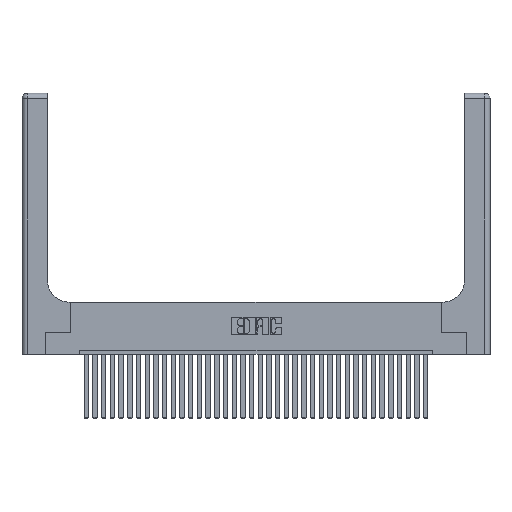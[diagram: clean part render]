
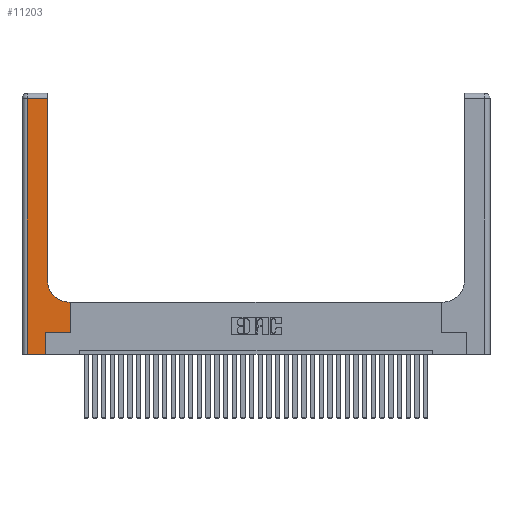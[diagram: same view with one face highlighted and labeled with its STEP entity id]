
A CAD part, top view. The second image highlights one B-rep face of the part: STEP entity #11203.
In plain terms, the highlighted planar face has unit normal (0, 0, 1).
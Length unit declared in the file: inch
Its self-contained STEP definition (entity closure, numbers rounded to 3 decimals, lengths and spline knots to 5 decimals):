
#234 = CARTESIAN_POINT ( 'NONE',  ( 0., 0., 0.37 ) ) ;
#309 = ORIENTED_EDGE ( 'NONE', *, *, #15264, .T. ) ;
#461 = VERTEX_POINT ( 'NONE', #26791 ) ;
#488 = VERTEX_POINT ( 'NONE', #35027 ) ;
#958 = EDGE_CURVE ( 'NONE', #34765, #10770, #24096, .T. ) ;
#1317 = VECTOR ( 'NONE', #23337, 39.37008 ) ;
#1504 = DIRECTION ( 'NONE',  ( 0., 1., 0. ) ) ;
#2103 = DIRECTION ( 'NONE',  ( 1., 0., 0. ) ) ;
#2221 = DIRECTION ( 'NONE',  ( 0., 0., -1. ) ) ;
#2404 = AXIS2_PLACEMENT_3D ( 'NONE', #9432, #20427, #14956 ) ;
#2670 = VECTOR ( 'NONE', #26398, 39.37008 ) ;
#3128 = DIRECTION ( 'NONE',  ( 0., -1., 0. ) ) ;
#3901 = ORIENTED_EDGE ( 'NONE', *, *, #16524, .T. ) ;
#4602 = VERTEX_POINT ( 'NONE', #20050 ) ;
#6559 = VECTOR ( 'NONE', #21669, 39.37008 ) ;
#7514 = DIRECTION ( 'NONE',  ( 0., 1., 0. ) ) ;
#7768 = AXIS2_PLACEMENT_3D ( 'NONE', #23868, #2221, #2103 ) ;
#7921 = VERTEX_POINT ( 'NONE', #9029 ) ;
#9029 = CARTESIAN_POINT ( 'NONE',  ( 0.2915, 0.85, 0.37 ) ) ;
#9432 = CARTESIAN_POINT ( 'NONE',  ( 0., 3., 0.37 ) ) ;
#9686 = VERTEX_POINT ( 'NONE', #25691 ) ;
#10413 = EDGE_CURVE ( 'NONE', #18604, #12314, #15927, .T. ) ;
#10770 = VERTEX_POINT ( 'NONE', #14387 ) ;
#11203 = ADVANCED_FACE ( 'NONE', ( #11563 ), #17577, .F. ) ;
#11563 = FACE_OUTER_BOUND ( 'NONE', #30355, .T. ) ;
#11567 = EDGE_CURVE ( 'NONE', #4602, #18604, #17543, .T. ) ;
#11801 = CIRCLE ( 'NONE', #7768, 0.25 ) ;
#12030 = CARTESIAN_POINT ( 'NONE',  ( 0.269, 0.25, 0.37 ) ) ;
#12117 = VECTOR ( 'NONE', #7514, 39.37008 ) ;
#12314 = VERTEX_POINT ( 'NONE', #32187 ) ;
#12587 = LINE ( 'NONE', #21855, #20262 ) ;
#13906 = LINE ( 'NONE', #15527, #6559 ) ;
#14387 = CARTESIAN_POINT ( 'NONE',  ( 0.5415, 0.6, 0.37 ) ) ;
#14645 = DIRECTION ( 'NONE',  ( 1., 0., 0. ) ) ;
#14867 = EDGE_CURVE ( 'NONE', #10770, #7921, #11801, .T. ) ;
#14956 = DIRECTION ( 'NONE',  ( -1., 0., 0. ) ) ;
#15232 = CARTESIAN_POINT ( 'NONE',  ( 0.2915, 0.6, 0.37 ) ) ;
#15264 = EDGE_CURVE ( 'NONE', #488, #9686, #21152, .T. ) ;
#15527 = CARTESIAN_POINT ( 'NONE',  ( 0.5585, 0.25, 0.37 ) ) ;
#15838 = ORIENTED_EDGE ( 'NONE', *, *, #14867, .T. ) ;
#15927 = LINE ( 'NONE', #12030, #1317 ) ;
#16524 = EDGE_CURVE ( 'NONE', #12314, #34765, #13906, .T. ) ;
#16772 = LINE ( 'NONE', #18181, #12117 ) ;
#17413 = ORIENTED_EDGE ( 'NONE', *, *, #22770, .T. ) ;
#17543 = LINE ( 'NONE', #34222, #18834 ) ;
#17577 = PLANE ( 'NONE',  #2404 ) ;
#17613 = CARTESIAN_POINT ( 'NONE',  ( 0.269, 0.25, 0.37 ) ) ;
#18004 = ORIENTED_EDGE ( 'NONE', *, *, #31132, .T. ) ;
#18181 = CARTESIAN_POINT ( 'NONE',  ( 0.2915, 3., 0.37 ) ) ;
#18485 = ORIENTED_EDGE ( 'NONE', *, *, #958, .T. ) ;
#18604 = VERTEX_POINT ( 'NONE', #17613 ) ;
#18834 = VECTOR ( 'NONE', #1504, 39.37008 ) ;
#20050 = CARTESIAN_POINT ( 'NONE',  ( 0.269, 0., 0.37 ) ) ;
#20262 = VECTOR ( 'NONE', #3128, 39.37008 ) ;
#20427 = DIRECTION ( 'NONE',  ( 0., 0., -1. ) ) ;
#21152 = LINE ( 'NONE', #35284, #24560 ) ;
#21662 = ORIENTED_EDGE ( 'NONE', *, *, #10413, .T. ) ;
#21669 = DIRECTION ( 'NONE',  ( 0., 1., 0. ) ) ;
#21855 = CARTESIAN_POINT ( 'NONE',  ( 0.06, 3., 0.37 ) ) ;
#22770 = EDGE_CURVE ( 'NONE', #461, #4602, #23222, .T. ) ;
#23222 = LINE ( 'NONE', #234, #28354 ) ;
#23337 = DIRECTION ( 'NONE',  ( 1., 0., 0. ) ) ;
#23598 = ORIENTED_EDGE ( 'NONE', *, *, #25713, .T. ) ;
#23855 = CARTESIAN_POINT ( 'NONE',  ( 0.5585, 0.6, 0.37 ) ) ;
#23868 = CARTESIAN_POINT ( 'NONE',  ( 0.5415, 0.85, 0.37 ) ) ;
#24096 = LINE ( 'NONE', #15232, #2670 ) ;
#24560 = VECTOR ( 'NONE', #33185, 39.37008 ) ;
#25691 = CARTESIAN_POINT ( 'NONE',  ( 0.06, 2.94, 0.37 ) ) ;
#25713 = EDGE_CURVE ( 'NONE', #7921, #488, #16772, .T. ) ;
#26398 = DIRECTION ( 'NONE',  ( -1., 0., 0. ) ) ;
#26791 = CARTESIAN_POINT ( 'NONE',  ( 0.06, 0., 0.37 ) ) ;
#28354 = VECTOR ( 'NONE', #14645, 39.37008 ) ;
#28506 = ORIENTED_EDGE ( 'NONE', *, *, #11567, .T. ) ;
#30355 = EDGE_LOOP ( 'NONE', ( #23598, #309, #18004, #17413, #28506, #21662, #3901, #18485, #15838 ) ) ;
#31132 = EDGE_CURVE ( 'NONE', #9686, #461, #12587, .T. ) ;
#32187 = CARTESIAN_POINT ( 'NONE',  ( 0.5585, 0.25, 0.37 ) ) ;
#33185 = DIRECTION ( 'NONE',  ( -1., 0., 0. ) ) ;
#34222 = CARTESIAN_POINT ( 'NONE',  ( 0.269, 0., 0.37 ) ) ;
#34765 = VERTEX_POINT ( 'NONE', #23855 ) ;
#35027 = CARTESIAN_POINT ( 'NONE',  ( 0.2915, 2.94, 0.37 ) ) ;
#35284 = CARTESIAN_POINT ( 'NONE',  ( 0., 2.94, 0.37 ) ) ;
